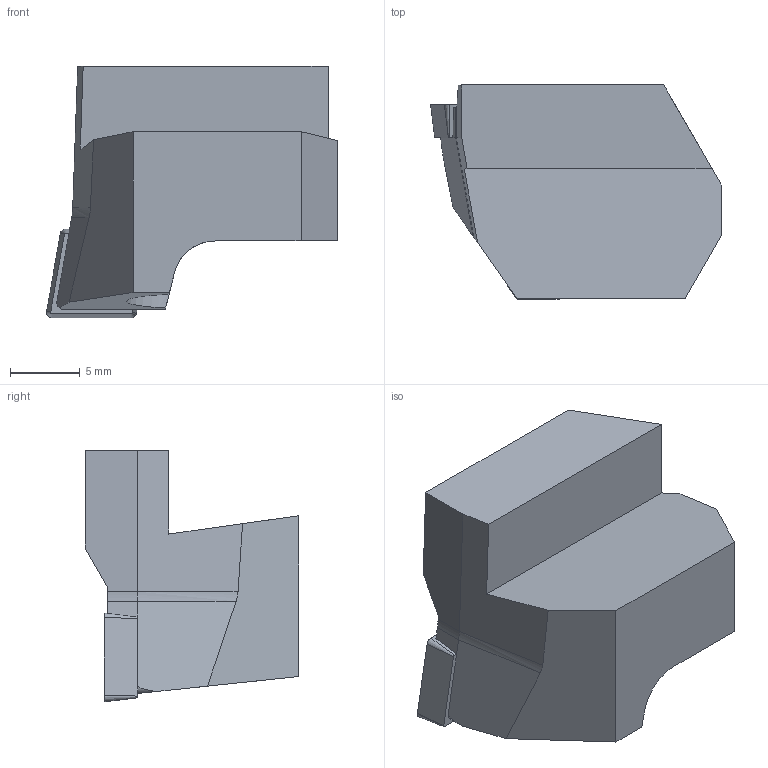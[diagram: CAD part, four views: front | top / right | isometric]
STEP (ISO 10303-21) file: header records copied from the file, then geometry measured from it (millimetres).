
FILE_DESCRIPTION(/* description */ (''),/* implementation_level */ '2;1');
FILE_NAME(/* name */ '1549553363520.stp',/* time_stamp */ '2019-02-07T16:29:40+01:00',/* author */ (''),/* organization */ ('SMS'),/* preprocessor_version */ 'ST-DEVELOPER v15',/* originating_system */ 'SIEMENS PLM Software NX 8.5',/* authorisation */ '');
FILE_SCHEMA (('AUTOMOTIVE_DESIGN { 1 0 10303 214 3 1 1 1 }'));
Length unit declared in the file: millimetre
Products named in the file (4): ASSEMBLY_CONSTRUCTION; IsoTurningInsert; 201011645mod000_00; 201011647mod000_01
Assembly tree (3 placements, depth 2):
  201011647mod000_01
    201011645mod000_00
    IsoTurningInsert
    ASSEMBLY_CONSTRUCTION
Bounding box: 20.8 x 15.28 x 18 mm (x, y, z)
Volume: 2333.4 mm3; surface area: 1590.8 mm2
Topology: 2 solids, 2 shells, 52 faces, 138 edges, 97 vertices
Faces by surface type: plane 33, cylinder 8, cone 6, torus 4, extrusion 1
Full cylindrical faces by diameter (mm): 2.8 x2
Entity records: 1781 total; most frequent: CARTESIAN_POINT 353, DIRECTION 278, ORIENTED_EDGE 250, EDGE_CURVE 125, AXIS2_PLACEMENT_3D 94, VECTOR 90, LINE 89, VERTEX_POINT 86
